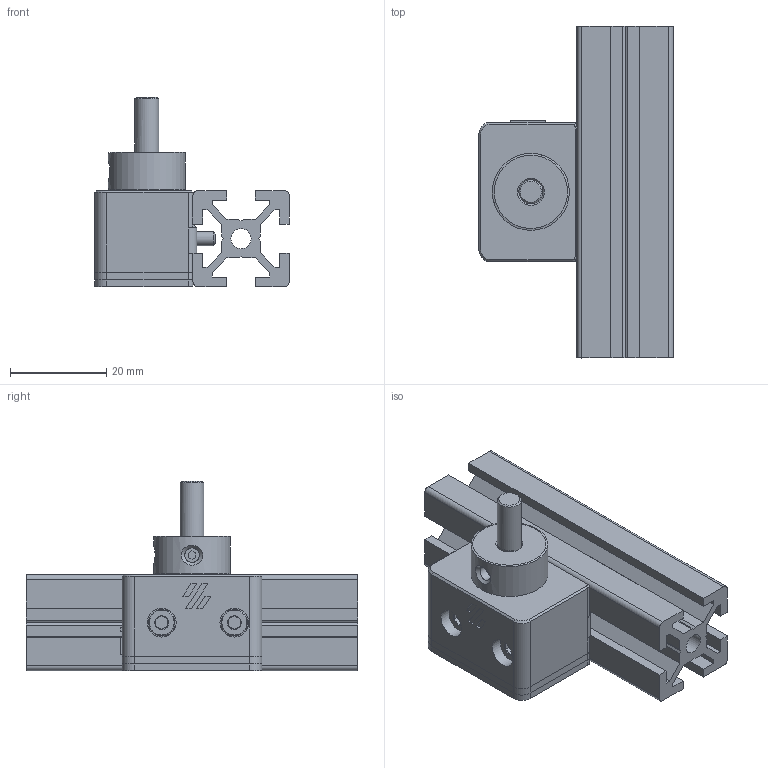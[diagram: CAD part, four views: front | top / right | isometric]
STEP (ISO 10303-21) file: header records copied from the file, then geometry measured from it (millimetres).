
FILE_DESCRIPTION(/* description */ (''),/* implementation_level */ '2;1');
FILE_NAME(/* name */ 'Z_endstop_pcb_assembly.step',/* time_stamp */ '2021-03-12T13:16:59-08:00',/* author */ (''),/* organization */ (''),/* preprocessor_version */ 'ST-DEVELOPER v18.1',/* originating_system */ 'Autodesk Translation Framework v9.10.0.1330',/* authorisation */ '');
FILE_SCHEMA (('AUTOMOTIVE_DESIGN { 1 0 10303 214 3 1 1 }'));
Length unit declared in the file: millimetre
Products named in the file (8): Mech Z Endstop Assembly; Omron_D2F_F; 5x33 Shaft; GT2 20T 6mm Deflanged; M3x20 SHCS (1) (1); JST 2 pin; HFSB5-2020-290 (300) v2; HFSB5-2020-290
Assembly tree (8 placements, depth 3):
  Mech Z Endstop Assembly
    Omron_D2F_F
    5x33 Shaft
    GT2 20T 6mm Deflanged
    M3x20 SHCS (1) (1)  x2
    JST 2 pin
    HFSB5-2020-290 (300) v2
      HFSB5-2020-290
Bounding box: 40.4 x 69 x 39.39 mm (x, y, z)
Volume: 25064.2 mm3; surface area: 22854.1 mm2
Topology: 13 solids, 14 shells, 591 faces, 1575 edges, 1033 vertices
Faces by surface type: plane 330, cylinder 223, cone 36, bspline 2
Full cylindrical faces by diameter (mm): 1.6 x2, 1.7 x10, 2 x1, 3 x5, 3.3 x1, 3.35 x3, 3.4 x2, 4.2 x1, 4.98 x1, 5 x1, 5.5 x2, 6 x2, 8.768 x1, 16 x1
Entity records: 20880 total; most frequent: CARTESIAN_POINT 6112, ORIENTED_EDGE 3056, DIRECTION 2995, EDGE_CURVE 1528, AXIS2_PLACEMENT_3D 1018, VERTEX_POINT 1006, LINE 959, VECTOR 959
